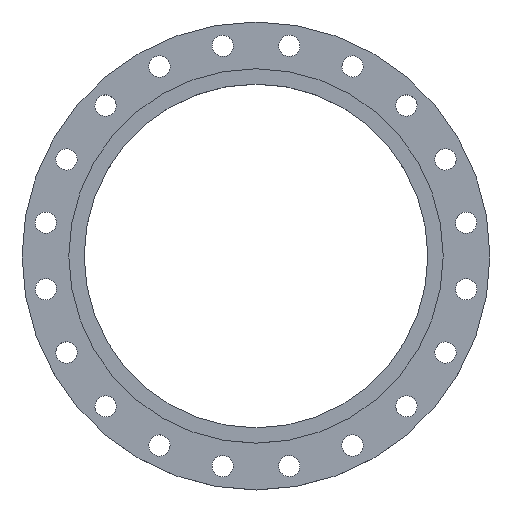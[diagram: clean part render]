
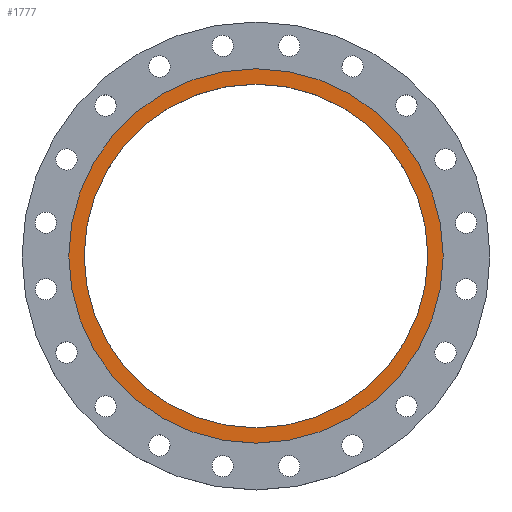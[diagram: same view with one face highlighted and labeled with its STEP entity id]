
A CAD part, top view. The second image highlights one B-rep face of the part: STEP entity #1777.
In plain terms, the highlighted planar face has unit normal (0, 0, 1).
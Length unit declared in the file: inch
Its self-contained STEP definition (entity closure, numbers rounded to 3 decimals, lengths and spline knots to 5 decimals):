
#139 = FACE_OUTER_BOUND ( 'NONE', #595, .T. ) ;
#152 = DIRECTION ( 'NONE',  ( 0., 0., 1. ) ) ;
#169 = CARTESIAN_POINT ( 'NONE',  ( 0., 0., 0. ) ) ;
#178 = DIRECTION ( 'NONE',  ( 1., 0., 0. ) ) ;
#407 = DIRECTION ( 'NONE',  ( 0., 0., 1. ) ) ;
#448 = EDGE_CURVE ( 'NONE', #930, #1137, #871, .T. ) ;
#528 = EDGE_CURVE ( 'NONE', #1733, #1678, #626, .T. ) ;
#575 = FACE_BOUND ( 'NONE', #1456, .T. ) ;
#592 = CIRCLE ( 'NONE', #1252, 11. ) ;
#595 = EDGE_LOOP ( 'NONE', ( #1815, #1385 ) ) ;
#620 = CARTESIAN_POINT ( 'NONE',  ( 0., 0., 0. ) ) ;
#626 = CIRCLE ( 'NONE', #1247, 11. ) ;
#667 = DIRECTION ( 'NONE',  ( 1., 0., 0. ) ) ;
#754 = DIRECTION ( 'NONE',  ( 0., 0., 1. ) ) ;
#861 = CARTESIAN_POINT ( 'NONE',  ( 11., 0., 0. ) ) ;
#871 = CIRCLE ( 'NONE', #1578, 10.1 ) ;
#930 = VERTEX_POINT ( 'NONE', #1628 ) ;
#961 = CARTESIAN_POINT ( 'NONE',  ( 0., 0., 0. ) ) ;
#1011 = DIRECTION ( 'NONE',  ( 1., 0., 0. ) ) ;
#1085 = EDGE_CURVE ( 'NONE', #1678, #1733, #592, .T. ) ;
#1137 = VERTEX_POINT ( 'NONE', #1694 ) ;
#1153 = CARTESIAN_POINT ( 'NONE',  ( 0., 0., 0. ) ) ;
#1247 = AXIS2_PLACEMENT_3D ( 'NONE', #1272, #1424, #1284 ) ;
#1252 = AXIS2_PLACEMENT_3D ( 'NONE', #961, #1554, #667 ) ;
#1272 = CARTESIAN_POINT ( 'NONE',  ( 0., 0., 0. ) ) ;
#1284 = DIRECTION ( 'NONE',  ( 1., 0., 0. ) ) ;
#1326 = EDGE_CURVE ( 'NONE', #1137, #930, #1605, .T. ) ;
#1356 = DIRECTION ( 'NONE',  ( 1., 0., 0. ) ) ;
#1385 = ORIENTED_EDGE ( 'NONE', *, *, #528, .T. ) ;
#1424 = DIRECTION ( 'NONE',  ( 0., 0., 1. ) ) ;
#1447 = ORIENTED_EDGE ( 'NONE', *, *, #1326, .F. ) ;
#1456 = EDGE_LOOP ( 'NONE', ( #1706, #1447 ) ) ;
#1475 = AXIS2_PLACEMENT_3D ( 'NONE', #169, #754, #178 ) ;
#1554 = DIRECTION ( 'NONE',  ( 0., 0., 1. ) ) ;
#1567 = CARTESIAN_POINT ( 'NONE',  ( -11., 0., 0. ) ) ;
#1578 = AXIS2_PLACEMENT_3D ( 'NONE', #1153, #407, #1011 ) ;
#1605 = CIRCLE ( 'NONE', #1881, 10.1 ) ;
#1628 = CARTESIAN_POINT ( 'NONE',  ( 10.1, 0., 0. ) ) ;
#1678 = VERTEX_POINT ( 'NONE', #861 ) ;
#1694 = CARTESIAN_POINT ( 'NONE',  ( -10.1, 0., 0. ) ) ;
#1706 = ORIENTED_EDGE ( 'NONE', *, *, #448, .F. ) ;
#1733 = VERTEX_POINT ( 'NONE', #1567 ) ;
#1777 = ADVANCED_FACE ( 'NONE', ( #575, #139 ), #1781, .T. ) ;
#1781 = PLANE ( 'NONE',  #1475 ) ;
#1815 = ORIENTED_EDGE ( 'NONE', *, *, #1085, .T. ) ;
#1881 = AXIS2_PLACEMENT_3D ( 'NONE', #620, #152, #1356 ) ;
